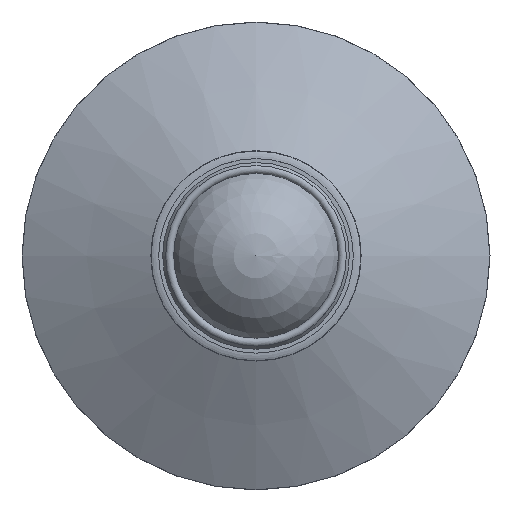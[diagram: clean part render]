
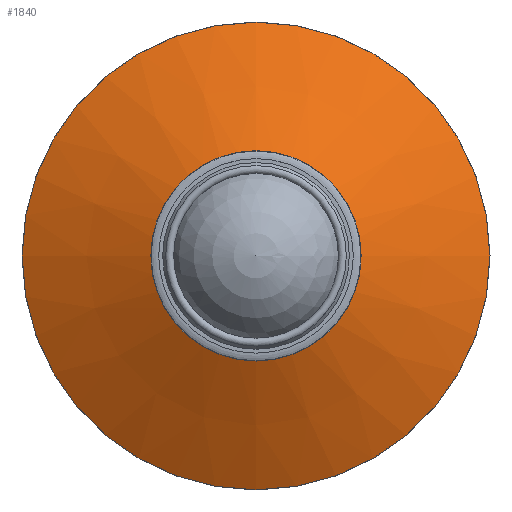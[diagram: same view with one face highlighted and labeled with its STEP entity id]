
A CAD part, top view. The second image highlights one B-rep face of the part: STEP entity #1840.
In plain terms, the highlighted conical face has half-angle 62.5 degrees and reference radius 150.462 mm.
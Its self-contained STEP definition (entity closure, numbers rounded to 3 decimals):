
#85=CONICAL_SURFACE('',#2076,150.462,1.091);
#820=ORIENTED_EDGE('',*,*,#1074,.T.);
#821=ORIENTED_EDGE('',*,*,#1072,.F.);
#1072=EDGE_CURVE('',#1243,#1243,#1331,.T.);
#1074=EDGE_CURVE('',#1245,#1245,#1333,.T.);
#1243=VERTEX_POINT('',#3330);
#1245=VERTEX_POINT('',#3335);
#1331=CIRCLE('',#2074,150.462);
#1333=CIRCLE('',#2077,67.629);
#1486=EDGE_LOOP('',(#820));
#1487=EDGE_LOOP('',(#821));
#1653=FACE_BOUND('',#1486,.T.);
#1654=FACE_BOUND('',#1487,.T.);
#1840=ADVANCED_FACE('',(#1653,#1654),#85,.T.);
#2074=AXIS2_PLACEMENT_3D('',#3329,#2579,#2580);
#2076=AXIS2_PLACEMENT_3D('',#3333,#2583,#2584);
#2077=AXIS2_PLACEMENT_3D('',#3334,#2585,#2586);
#2579=DIRECTION('',(0.,0.,-1.));
#2580=DIRECTION('',(-1.,0.,0.));
#2583=DIRECTION('',(0.,0.,-1.));
#2584=DIRECTION('',(-1.,0.,0.));
#2585=DIRECTION('',(0.,0.,-1.));
#2586=DIRECTION('',(-1.,0.,0.));
#3329=CARTESIAN_POINT('',(0.,0.,0.887));
#3330=CARTESIAN_POINT('',(-150.462,0.,0.887));
#3333=CARTESIAN_POINT('',(0.,0.,0.887));
#3334=CARTESIAN_POINT('',(0.,0.,44.007));
#3335=CARTESIAN_POINT('',(-67.629,0.,44.007));
